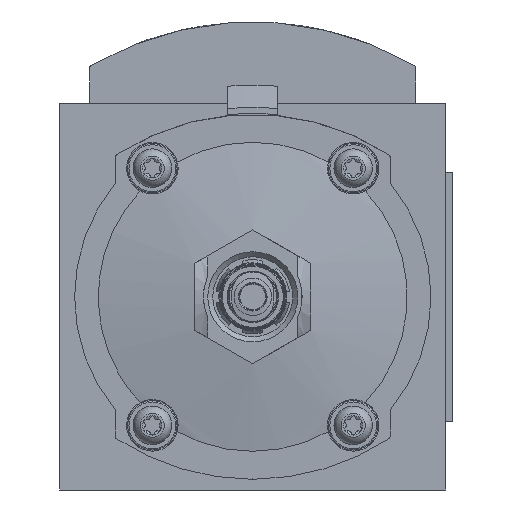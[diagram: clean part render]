
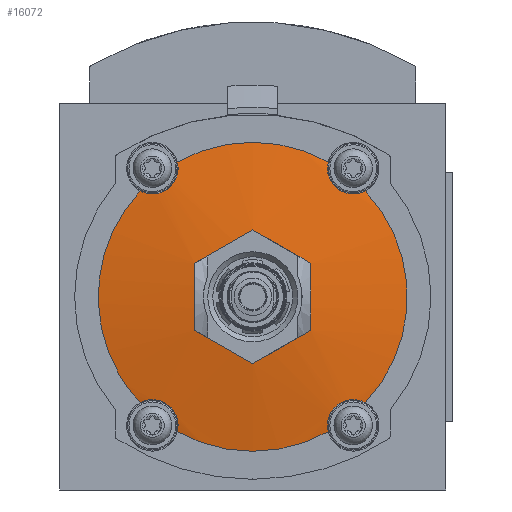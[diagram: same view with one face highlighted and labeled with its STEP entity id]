
A CAD part, front view. The second image highlights one B-rep face of the part: STEP entity #16072.
In plain terms, the highlighted spherical face has radius 160 mm.
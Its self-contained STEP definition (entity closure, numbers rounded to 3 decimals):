
#98=SPHERICAL_SURFACE('',#16846,160.);
#605=CIRCLE('',#16847,35.989);
#606=CIRCLE('',#16848,35.989);
#607=CIRCLE('',#16849,35.989);
#608=CIRCLE('',#16850,35.989);
#609=CIRCLE('',#16851,159.429);
#610=CIRCLE('',#16852,159.429);
#611=CIRCLE('',#16853,159.429);
#612=CIRCLE('',#16854,159.429);
#613=CIRCLE('',#16855,159.429);
#614=CIRCLE('',#16856,159.429);
#3320=ORIENTED_EDGE('',*,*,#6731,.F.);
#3321=ORIENTED_EDGE('',*,*,#6732,.T.);
#3322=ORIENTED_EDGE('',*,*,#6733,.F.);
#3323=ORIENTED_EDGE('',*,*,#6734,.T.);
#3324=ORIENTED_EDGE('',*,*,#6735,.F.);
#3325=ORIENTED_EDGE('',*,*,#6736,.T.);
#3326=ORIENTED_EDGE('',*,*,#6737,.F.);
#3327=ORIENTED_EDGE('',*,*,#6738,.T.);
#3328=ORIENTED_EDGE('',*,*,#6739,.F.);
#3329=ORIENTED_EDGE('',*,*,#6740,.F.);
#3330=ORIENTED_EDGE('',*,*,#6741,.F.);
#3331=ORIENTED_EDGE('',*,*,#6742,.F.);
#3332=ORIENTED_EDGE('',*,*,#6743,.F.);
#3333=ORIENTED_EDGE('',*,*,#6744,.F.);
#6731=EDGE_CURVE('',#8420,#8421,#605,.T.);
#6732=EDGE_CURVE('',#8420,#8422,#9520,.T.);
#6733=EDGE_CURVE('',#8423,#8422,#606,.T.);
#6734=EDGE_CURVE('',#8423,#8424,#9521,.T.);
#6735=EDGE_CURVE('',#8425,#8424,#607,.T.);
#6736=EDGE_CURVE('',#8425,#8426,#9522,.T.);
#6737=EDGE_CURVE('',#8427,#8426,#608,.T.);
#6738=EDGE_CURVE('',#8427,#8421,#9523,.T.);
#6739=EDGE_CURVE('',#8428,#8429,#609,.F.);
#6740=EDGE_CURVE('',#8430,#8428,#610,.F.);
#6741=EDGE_CURVE('',#8431,#8430,#611,.F.);
#6742=EDGE_CURVE('',#8432,#8431,#612,.F.);
#6743=EDGE_CURVE('',#8433,#8432,#613,.F.);
#6744=EDGE_CURVE('',#8429,#8433,#614,.F.);
#8420=VERTEX_POINT('',#22408);
#8421=VERTEX_POINT('',#22409);
#8422=VERTEX_POINT('',#22417);
#8423=VERTEX_POINT('',#22419);
#8424=VERTEX_POINT('',#22427);
#8425=VERTEX_POINT('',#22429);
#8426=VERTEX_POINT('',#22437);
#8427=VERTEX_POINT('',#22439);
#8428=VERTEX_POINT('',#22448);
#8429=VERTEX_POINT('',#22449);
#8430=VERTEX_POINT('',#22451);
#8431=VERTEX_POINT('',#22453);
#8432=VERTEX_POINT('',#22455);
#8433=VERTEX_POINT('',#22457);
#9520=B_SPLINE_CURVE_WITH_KNOTS('',3,(#22410,#22411,#22412,#22413,#22414,
#22415,#22416),.UNSPECIFIED.,.F.,.F.,(4,1,1,1,4),(0.,0.003,
0.007,0.01,0.014),.UNSPECIFIED.);
#9521=B_SPLINE_CURVE_WITH_KNOTS('',3,(#22420,#22421,#22422,#22423,#22424,
#22425,#22426),.UNSPECIFIED.,.F.,.F.,(4,1,1,1,4),(0.,0.003,
0.007,0.01,0.014),
 .UNSPECIFIED.);
#9522=B_SPLINE_CURVE_WITH_KNOTS('',3,(#22430,#22431,#22432,#22433,#22434,
#22435,#22436),.UNSPECIFIED.,.F.,.F.,(4,1,1,1,4),(0.,0.003,
0.007,0.01,0.014),
 .UNSPECIFIED.);
#9523=B_SPLINE_CURVE_WITH_KNOTS('',3,(#22440,#22441,#22442,#22443,#22444,
#22445,#22446),.UNSPECIFIED.,.F.,.F.,(4,1,1,1,4),(0.,0.003,
0.007,0.01,0.014),
 .UNSPECIFIED.);
#9653=EDGE_LOOP('',(#3320,#3321,#3322,#3323,#3324,#3325,#3326,#3327));
#9654=EDGE_LOOP('',(#3328,#3329,#3330,#3331,#3332,#3333));
#10504=FACE_BOUND('',#9653,.T.);
#10505=FACE_BOUND('',#9654,.T.);
#16072=ADVANCED_FACE('',(#10504,#10505),#98,.T.);
#16846=AXIS2_PLACEMENT_3D('',#22406,#18382,#18383);
#16847=AXIS2_PLACEMENT_3D('',#22407,#18384,#18385);
#16848=AXIS2_PLACEMENT_3D('',#22418,#18386,#18387);
#16849=AXIS2_PLACEMENT_3D('',#22428,#18388,#18389);
#16850=AXIS2_PLACEMENT_3D('',#22438,#18390,#18391);
#16851=AXIS2_PLACEMENT_3D('',#22447,#18392,#18393);
#16852=AXIS2_PLACEMENT_3D('',#22450,#18394,#18395);
#16853=AXIS2_PLACEMENT_3D('',#22452,#18396,#18397);
#16854=AXIS2_PLACEMENT_3D('',#22454,#18398,#18399);
#16855=AXIS2_PLACEMENT_3D('',#22456,#18400,#18401);
#16856=AXIS2_PLACEMENT_3D('',#22458,#18402,#18403);
#18382=DIRECTION('',(0.,-1.,0.));
#18383=DIRECTION('',(-1.,0.,0.));
#18384=DIRECTION('',(0.,1.,0.));
#18385=DIRECTION('',(0.,0.,1.));
#18386=DIRECTION('',(0.,1.,0.));
#18387=DIRECTION('',(0.,0.,1.));
#18388=DIRECTION('',(0.,1.,0.));
#18389=DIRECTION('',(0.,0.,1.));
#18390=DIRECTION('',(0.,1.,0.));
#18391=DIRECTION('',(0.,0.,1.));
#18392=DIRECTION('',(0.5,0.,0.866));
#18393=DIRECTION('',(0.866,0.,-0.5));
#18394=DIRECTION('',(1.,0.,0.));
#18395=DIRECTION('',(0.,0.,-1.));
#18396=DIRECTION('',(0.5,0.,-0.866));
#18397=DIRECTION('',(-0.866,0.,-0.5));
#18398=DIRECTION('',(-0.5,0.,-0.866));
#18399=DIRECTION('',(-0.866,0.,0.5));
#18400=DIRECTION('',(-1.,0.,0.));
#18401=DIRECTION('',(0.,0.,1.));
#18402=DIRECTION('',(-0.5,0.,0.866));
#18403=DIRECTION('',(0.866,0.,0.5));
#22406=CARTESIAN_POINT('',(0.,-93.1,0.));
#22407=CARTESIAN_POINT('',(0.,-249.,0.));
#22408=CARTESIAN_POINT('',(26.22,-249.,24.651));
#22409=CARTESIAN_POINT('',(26.22,-249.,-24.651));
#22410=CARTESIAN_POINT('',(26.22,-249.,24.651));
#22411=CARTESIAN_POINT('',(25.208,-249.256,24.111));
#22412=CARTESIAN_POINT('',(22.893,-249.695,23.624));
#22413=CARTESIAN_POINT('',(19.485,-249.953,24.936));
#22414=CARTESIAN_POINT('',(17.386,-249.696,27.922));
#22415=CARTESIAN_POINT('',(17.296,-249.256,30.292));
#22416=CARTESIAN_POINT('',(17.576,-249.,31.405));
#22417=CARTESIAN_POINT('',(17.576,-249.,31.405));
#22418=CARTESIAN_POINT('',(0.,-249.,0.));
#22419=CARTESIAN_POINT('',(-17.576,-249.,31.405));
#22420=CARTESIAN_POINT('',(-17.576,-249.,31.405));
#22421=CARTESIAN_POINT('',(-17.296,-249.256,30.292));
#22422=CARTESIAN_POINT('',(-17.384,-249.695,27.929));
#22423=CARTESIAN_POINT('',(-19.481,-249.953,24.939));
#22424=CARTESIAN_POINT('',(-22.886,-249.696,23.624));
#22425=CARTESIAN_POINT('',(-25.208,-249.256,24.111));
#22426=CARTESIAN_POINT('',(-26.22,-249.,24.651));
#22427=CARTESIAN_POINT('',(-26.22,-249.,24.651));
#22428=CARTESIAN_POINT('',(0.,-249.,0.));
#22429=CARTESIAN_POINT('',(-26.22,-249.,-24.651));
#22430=CARTESIAN_POINT('',(-26.22,-249.,-24.651));
#22431=CARTESIAN_POINT('',(-25.208,-249.256,-24.111));
#22432=CARTESIAN_POINT('',(-22.893,-249.695,-23.624));
#22433=CARTESIAN_POINT('',(-19.485,-249.953,-24.936));
#22434=CARTESIAN_POINT('',(-17.386,-249.696,-27.922));
#22435=CARTESIAN_POINT('',(-17.296,-249.256,-30.292));
#22436=CARTESIAN_POINT('',(-17.576,-249.,-31.405));
#22437=CARTESIAN_POINT('',(-17.576,-249.,-31.405));
#22438=CARTESIAN_POINT('',(0.,-249.,0.));
#22439=CARTESIAN_POINT('',(17.576,-249.,-31.405));
#22440=CARTESIAN_POINT('',(17.576,-249.,-31.405));
#22441=CARTESIAN_POINT('',(17.296,-249.256,-30.292));
#22442=CARTESIAN_POINT('',(17.384,-249.695,-27.929));
#22443=CARTESIAN_POINT('',(19.481,-249.953,-24.939));
#22444=CARTESIAN_POINT('',(22.886,-249.696,-23.624));
#22445=CARTESIAN_POINT('',(25.208,-249.256,-24.111));
#22446=CARTESIAN_POINT('',(26.22,-249.,-24.651));
#22447=CARTESIAN_POINT('',(6.75,-93.1,11.691));
#22448=CARTESIAN_POINT('',(13.5,-252.339,7.794));
#22449=CARTESIAN_POINT('',(0.,-252.339,15.588));
#22450=CARTESIAN_POINT('',(13.5,-93.1,0.));
#22451=CARTESIAN_POINT('',(13.5,-252.339,-7.794));
#22452=CARTESIAN_POINT('',(6.75,-93.1,-11.691));
#22453=CARTESIAN_POINT('',(0.,-252.339,-15.588));
#22454=CARTESIAN_POINT('',(-6.75,-93.1,-11.691));
#22455=CARTESIAN_POINT('',(-13.5,-252.339,-7.794));
#22456=CARTESIAN_POINT('',(-13.5,-93.1,0.));
#22457=CARTESIAN_POINT('',(-13.5,-252.339,7.794));
#22458=CARTESIAN_POINT('',(-6.75,-93.1,11.691));
